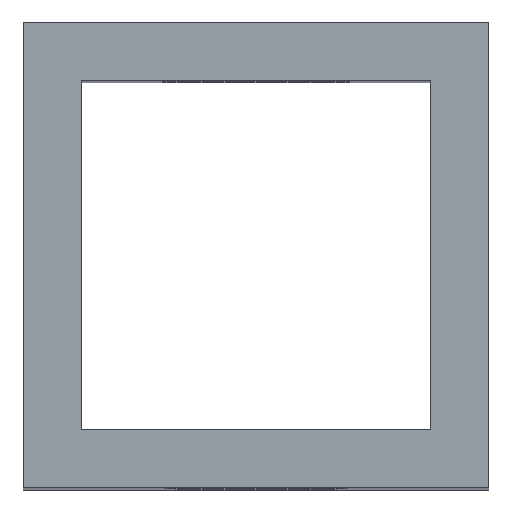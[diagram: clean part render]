
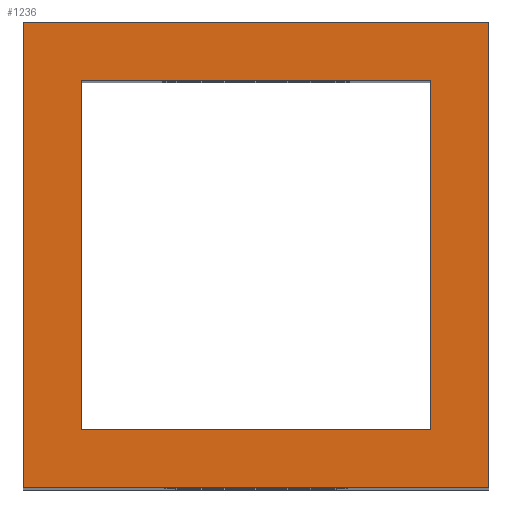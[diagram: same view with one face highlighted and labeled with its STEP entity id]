
A CAD part, top view. The second image highlights one B-rep face of the part: STEP entity #1236.
In plain terms, the highlighted planar face has unit normal (0, 0, 1).
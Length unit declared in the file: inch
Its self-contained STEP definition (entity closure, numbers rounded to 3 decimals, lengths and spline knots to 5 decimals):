
#16 = VECTOR ( 'NONE', #646, 39.37008 ) ;
#22 = VECTOR ( 'NONE', #332, 39.37008 ) ;
#55 = CARTESIAN_POINT ( 'NONE',  ( 0.4375, 0.0625, 1.5 ) ) ;
#64 = VECTOR ( 'NONE', #1134, 39.37008 ) ;
#68 = CARTESIAN_POINT ( 'NONE',  ( 0., 0.5, 1.5 ) ) ;
#69 = VERTEX_POINT ( 'NONE', #198 ) ;
#70 = EDGE_CURVE ( 'NONE', #238, #69, #767, .T. ) ;
#73 = PLANE ( 'NONE',  #580 ) ;
#81 = VECTOR ( 'NONE', #498, 39.37008 ) ;
#162 = EDGE_LOOP ( 'NONE', ( #995, #907, #1071, #323 ) ) ;
#166 = CARTESIAN_POINT ( 'NONE',  ( 0.0625, 0.0625, 1.5 ) ) ;
#198 = CARTESIAN_POINT ( 'NONE',  ( 0.0625, 0.4375, 1.5 ) ) ;
#238 = VERTEX_POINT ( 'NONE', #545 ) ;
#242 = EDGE_CURVE ( 'NONE', #742, #238, #476, .T. ) ;
#248 = CARTESIAN_POINT ( 'NONE',  ( 0.4375, 0.4375, 1.5 ) ) ;
#258 = EDGE_CURVE ( 'NONE', #599, #742, #556, .T. ) ;
#268 = VERTEX_POINT ( 'NONE', #535 ) ;
#270 = FACE_BOUND ( 'NONE', #453, .T. ) ;
#275 = FACE_OUTER_BOUND ( 'NONE', #162, .T. ) ;
#280 = DIRECTION ( 'NONE',  ( -1., 0., 0. ) ) ;
#285 = EDGE_CURVE ( 'NONE', #69, #599, #1238, .T. ) ;
#287 = CARTESIAN_POINT ( 'NONE',  ( 0., 0., 1.5 ) ) ;
#297 = ORIENTED_EDGE ( 'NONE', *, *, #258, .F. ) ;
#301 = LINE ( 'NONE', #430, #487 ) ;
#323 = ORIENTED_EDGE ( 'NONE', *, *, #1126, .T. ) ;
#326 = LINE ( 'NONE', #621, #81 ) ;
#332 = DIRECTION ( 'NONE',  ( 0., 1., 0. ) ) ;
#430 = CARTESIAN_POINT ( 'NONE',  ( 0., 0., 1.5 ) ) ;
#453 = EDGE_LOOP ( 'NONE', ( #1169, #1260, #1218, #297 ) ) ;
#463 = DIRECTION ( 'NONE',  ( -1., 0., 0. ) ) ;
#476 = LINE ( 'NONE', #248, #1243 ) ;
#487 = VECTOR ( 'NONE', #609, 39.37008 ) ;
#498 = DIRECTION ( 'NONE',  ( 1., 0., 0. ) ) ;
#535 = CARTESIAN_POINT ( 'NONE',  ( 0., 0., 1.5 ) ) ;
#545 = CARTESIAN_POINT ( 'NONE',  ( 0.4375, 0.4375, 1.5 ) ) ;
#556 = LINE ( 'NONE', #166, #16 ) ;
#580 = AXIS2_PLACEMENT_3D ( 'NONE', #287, #1058, #463 ) ;
#599 = VERTEX_POINT ( 'NONE', #996 ) ;
#609 = DIRECTION ( 'NONE',  ( 0., -1., 0. ) ) ;
#611 = VECTOR ( 'NONE', #1198, 39.37008 ) ;
#621 = CARTESIAN_POINT ( 'NONE',  ( 0., 0., 1.5 ) ) ;
#637 = VERTEX_POINT ( 'NONE', #1003 ) ;
#646 = DIRECTION ( 'NONE',  ( 1., 0., 0. ) ) ;
#685 = VERTEX_POINT ( 'NONE', #739 ) ;
#739 = CARTESIAN_POINT ( 'NONE',  ( 0.5, 0.5, 1.5 ) ) ;
#742 = VERTEX_POINT ( 'NONE', #55 ) ;
#767 = LINE ( 'NONE', #1156, #1074 ) ;
#813 = LINE ( 'NONE', #1083, #611 ) ;
#881 = LINE ( 'NONE', #1106, #22 ) ;
#907 = ORIENTED_EDGE ( 'NONE', *, *, #984, .T. ) ;
#934 = VERTEX_POINT ( 'NONE', #68 ) ;
#984 = EDGE_CURVE ( 'NONE', #268, #637, #326, .T. ) ;
#995 = ORIENTED_EDGE ( 'NONE', *, *, #1107, .T. ) ;
#996 = CARTESIAN_POINT ( 'NONE',  ( 0.0625, 0.0625, 1.5 ) ) ;
#1003 = CARTESIAN_POINT ( 'NONE',  ( 0.5, 0., 1.5 ) ) ;
#1027 = DIRECTION ( 'NONE',  ( 0., 1., 0. ) ) ;
#1031 = CARTESIAN_POINT ( 'NONE',  ( 0.0625, 0.4375, 1.5 ) ) ;
#1056 = EDGE_CURVE ( 'NONE', #637, #685, #881, .T. ) ;
#1058 = DIRECTION ( 'NONE',  ( 0., 0., -1. ) ) ;
#1071 = ORIENTED_EDGE ( 'NONE', *, *, #1056, .T. ) ;
#1074 = VECTOR ( 'NONE', #280, 39.37008 ) ;
#1083 = CARTESIAN_POINT ( 'NONE',  ( 0., 0.5, 1.5 ) ) ;
#1106 = CARTESIAN_POINT ( 'NONE',  ( 0.5, 0., 1.5 ) ) ;
#1107 = EDGE_CURVE ( 'NONE', #934, #268, #301, .T. ) ;
#1126 = EDGE_CURVE ( 'NONE', #685, #934, #813, .T. ) ;
#1134 = DIRECTION ( 'NONE',  ( 0., -1., 0. ) ) ;
#1156 = CARTESIAN_POINT ( 'NONE',  ( 0.0625, 0.4375, 1.5 ) ) ;
#1169 = ORIENTED_EDGE ( 'NONE', *, *, #285, .F. ) ;
#1198 = DIRECTION ( 'NONE',  ( -1., 0., 0. ) ) ;
#1218 = ORIENTED_EDGE ( 'NONE', *, *, #242, .F. ) ;
#1236 = ADVANCED_FACE ( 'NONE', ( #275, #270 ), #73, .F. ) ;
#1238 = LINE ( 'NONE', #1031, #64 ) ;
#1243 = VECTOR ( 'NONE', #1027, 39.37008 ) ;
#1260 = ORIENTED_EDGE ( 'NONE', *, *, #70, .F. ) ;
